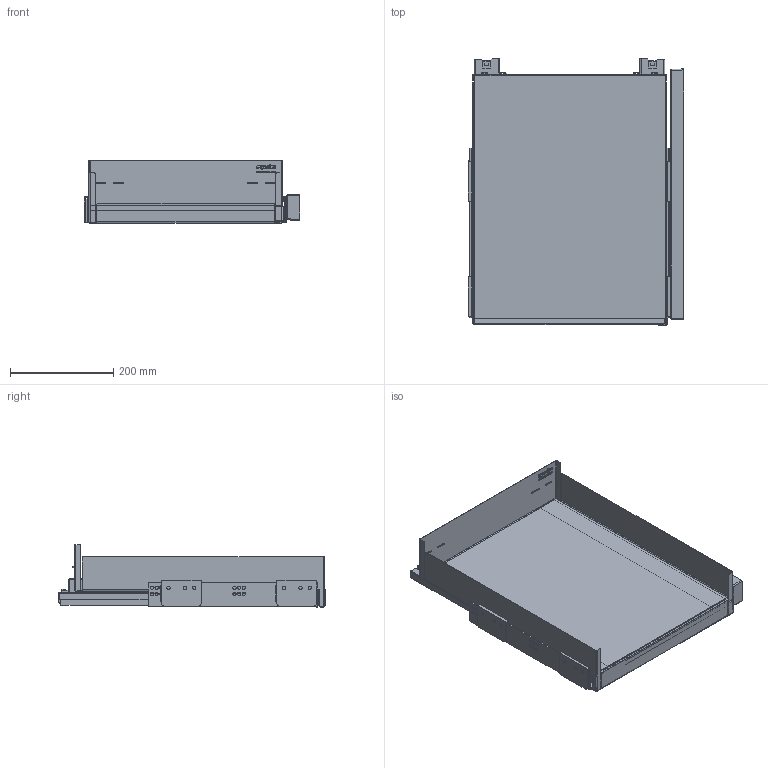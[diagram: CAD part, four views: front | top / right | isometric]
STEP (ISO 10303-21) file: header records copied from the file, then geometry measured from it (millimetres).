
FILE_DESCRIPTION(/* description */ (''),/* implementation_level */ '2;1');
FILE_NAME(/* name */ '3D_200-2737-XX.stp',/* time_stamp */ '2022-03-17T14:06:42+01:00',/* author */ ('as'),/* organization */ (''),/* preprocessor_version */ 'ST-DEVELOPER v18.1',/* originating_system */ 'Autodesk Inventor 2021',/* authorisation */ '');
FILE_SCHEMA (('CONFIG_CONTROL_DESIGN'));
Length unit declared in the file: millimetre
Products named in the file (10): Ex Liro Grass Dynapro 450 mit DL Master 2; Tablar Ex Liro Dynapro 450 mit DL; Ex Liro Abdeckprofil 450 mit DL; Spacer Grass Dynapro; Spacer Grass Dynapro links; Türabweiser; Vollauszug Dynapro NL500 40kg; Vollauszug F130107820 L500 40kg L; Vollauszug F130107820 L500 40kg R; Distanzleiste Grass Dynapro
Assembly tree (11 placements, depth 3):
  Ex Liro Grass Dynapro 450 mit DL Master 2
    Tablar Ex Liro Dynapro 450 mit DL
    Ex Liro Abdeckprofil 450 mit DL
    Spacer Grass Dynapro  x2
    Spacer Grass Dynapro links  x2
    Türabweiser
    Vollauszug Dynapro NL500 40kg
      Vollauszug F130107820 L500 40kg L
      Vollauszug F130107820 L500 40kg R
    Distanzleiste Grass Dynapro
Bounding box: 418 x 517.6 x 121.25 mm (x, y, z)
Volume: 2162926.1 mm3; surface area: 1077680.1 mm2
Topology: 14 solids, 14 shells, 1600 faces, 4228 edges, 2772 vertices
Faces by surface type: plane 1128, cylinder 377, bspline 49, cone 40, sphere 4, torus 2
Full cylindrical faces by diameter (mm): 5 x8, 6.3 x68, 6.4 x4, 6.435 x4, 6.47 x8, 7 x8
Entity records: 42801 total; most frequent: CARTESIAN_POINT 9690, ORIENTED_EDGE 6788, DIRECTION 6490, EDGE_CURVE 3394, LINE 2672, VECTOR 2672, VERTEX_POINT 2216, AXIS2_PLACEMENT_3D 1909
